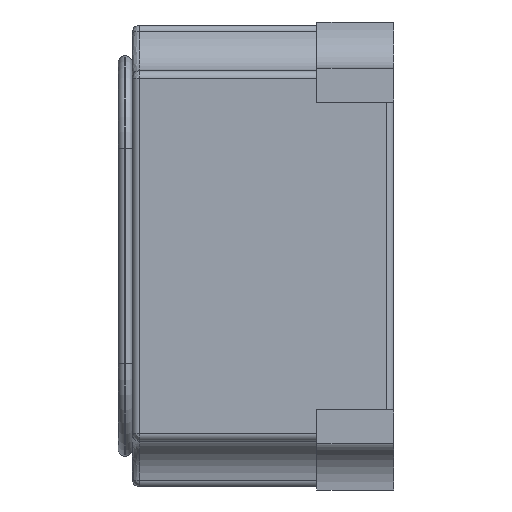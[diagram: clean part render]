
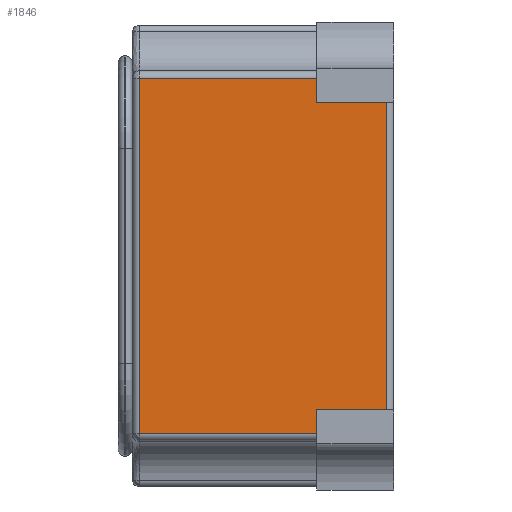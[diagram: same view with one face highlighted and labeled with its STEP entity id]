
A CAD part, left-side view. The second image highlights one B-rep face of the part: STEP entity #1846.
In plain terms, the highlighted planar face has unit normal (-1, 0, 0).
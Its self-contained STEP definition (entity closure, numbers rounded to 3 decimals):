
#127 = CYLINDRICAL_SURFACE('',#128,0.025);
#128 = AXIS2_PLACEMENT_3D('',#129,#130,#131);
#129 = CARTESIAN_POINT('',(-1.575,0.,0.825));
#130 = DIRECTION('',(0.,1.,0.));
#131 = DIRECTION('',(0.,-0.,1.));
#417 = VERTEX_POINT('',#418);
#418 = CARTESIAN_POINT('',(-1.6,-0.577,0.825));
#481 = VERTEX_POINT('',#482);
#482 = CARTESIAN_POINT('',(-1.6,0.577,0.825));
#543 = EDGE_CURVE('',#481,#417,#544,.T.);
#544 = SURFACE_CURVE('',#545,(#549,#556),.PCURVE_S1.);
#545 = LINE('',#546,#547);
#546 = CARTESIAN_POINT('',(-1.6,0.,0.825));
#547 = VECTOR('',#548,1.);
#548 = DIRECTION('',(-0.,-1.,-0.));
#549 = PCURVE('',#127,#550);
#550 = DEFINITIONAL_REPRESENTATION('',(#551),#555);
#551 = LINE('',#552,#553);
#552 = CARTESIAN_POINT('',(4.712,0.));
#553 = VECTOR('',#554,1.);
#554 = DIRECTION('',(0.,-1.));
#555 = ( GEOMETRIC_REPRESENTATION_CONTEXT(2) 
PARAMETRIC_REPRESENTATION_CONTEXT() REPRESENTATION_CONTEXT('2D SPACE',''
  ) );
#556 = PCURVE('',#557,#562);
#557 = PLANE('',#558);
#558 = AXIS2_PLACEMENT_3D('',#559,#560,#561);
#559 = CARTESIAN_POINT('',(-1.6,0.,0.));
#560 = DIRECTION('',(-1.,0.,0.));
#561 = DIRECTION('',(0.,0.,1.));
#562 = DEFINITIONAL_REPRESENTATION('',(#563),#567);
#563 = LINE('',#564,#565);
#564 = CARTESIAN_POINT('',(0.825,0.));
#565 = VECTOR('',#566,1.);
#566 = DIRECTION('',(0.,-1.));
#567 = ( GEOMETRIC_REPRESENTATION_CONTEXT(2) 
PARAMETRIC_REPRESENTATION_CONTEXT() REPRESENTATION_CONTEXT('2D SPACE',''
  ) );
#1833 = CYLINDRICAL_SURFACE('',#1834,0.025);
#1834 = AXIS2_PLACEMENT_3D('',#1835,#1836,#1837);
#1835 = CARTESIAN_POINT('',(-1.575,-0.577,0.));
#1836 = DIRECTION('',(0.,0.,1.));
#1837 = DIRECTION('',(1.,0.,-0.));
#1846 = ADVANCED_FACE('',(#1847),#557,.T.);
#1847 = FACE_BOUND('',#1848,.T.);
#1848 = EDGE_LOOP('',(#1849,#1879,#1907,#1935,#1956,#1957,#1985,#2008));
#1849 = ORIENTED_EDGE('',*,*,#1850,.T.);
#1850 = EDGE_CURVE('',#1851,#1853,#1855,.T.);
#1851 = VERTEX_POINT('',#1852);
#1852 = CARTESIAN_POINT('',(-1.6,0.5,0.025));
#1853 = VERTEX_POINT('',#1854);
#1854 = CARTESIAN_POINT('',(-1.6,-0.5,0.025));
#1855 = SURFACE_CURVE('',#1856,(#1860,#1867),.PCURVE_S1.);
#1856 = LINE('',#1857,#1858);
#1857 = CARTESIAN_POINT('',(-1.6,0.,0.025));
#1858 = VECTOR('',#1859,1.);
#1859 = DIRECTION('',(-0.,-1.,0.));
#1860 = PCURVE('',#557,#1861);
#1861 = DEFINITIONAL_REPRESENTATION('',(#1862),#1866);
#1862 = LINE('',#1863,#1864);
#1863 = CARTESIAN_POINT('',(0.025,0.));
#1864 = VECTOR('',#1865,1.);
#1865 = DIRECTION('',(0.,-1.));
#1866 = ( GEOMETRIC_REPRESENTATION_CONTEXT(2) 
PARAMETRIC_REPRESENTATION_CONTEXT() REPRESENTATION_CONTEXT('2D SPACE',''
  ) );
#1867 = PCURVE('',#1868,#1873);
#1868 = CYLINDRICAL_SURFACE('',#1869,0.025);
#1869 = AXIS2_PLACEMENT_3D('',#1870,#1871,#1872);
#1870 = CARTESIAN_POINT('',(-1.575,0.,0.025));
#1871 = DIRECTION('',(0.,1.,0.));
#1872 = DIRECTION('',(0.,-0.,1.));
#1873 = DEFINITIONAL_REPRESENTATION('',(#1874),#1878);
#1874 = LINE('',#1875,#1876);
#1875 = CARTESIAN_POINT('',(4.712,0.));
#1876 = VECTOR('',#1877,1.);
#1877 = DIRECTION('',(0.,-1.));
#1878 = ( GEOMETRIC_REPRESENTATION_CONTEXT(2) 
PARAMETRIC_REPRESENTATION_CONTEXT() REPRESENTATION_CONTEXT('2D SPACE',''
  ) );
#1879 = ORIENTED_EDGE('',*,*,#1880,.T.);
#1880 = EDGE_CURVE('',#1853,#1881,#1883,.T.);
#1881 = VERTEX_POINT('',#1882);
#1882 = CARTESIAN_POINT('',(-1.6,-0.5,0.25));
#1883 = SURFACE_CURVE('',#1884,(#1888,#1895),.PCURVE_S1.);
#1884 = LINE('',#1885,#1886);
#1885 = CARTESIAN_POINT('',(-1.6,-0.5,0.));
#1886 = VECTOR('',#1887,1.);
#1887 = DIRECTION('',(0.,0.,1.));
#1888 = PCURVE('',#557,#1889);
#1889 = DEFINITIONAL_REPRESENTATION('',(#1890),#1894);
#1890 = LINE('',#1891,#1892);
#1891 = CARTESIAN_POINT('',(0.,-0.5));
#1892 = VECTOR('',#1893,1.);
#1893 = DIRECTION('',(1.,0.));
#1894 = ( GEOMETRIC_REPRESENTATION_CONTEXT(2) 
PARAMETRIC_REPRESENTATION_CONTEXT() REPRESENTATION_CONTEXT('2D SPACE',''
  ) );
#1895 = PCURVE('',#1896,#1901);
#1896 = PLANE('',#1897);
#1897 = AXIS2_PLACEMENT_3D('',#1898,#1899,#1900);
#1898 = CARTESIAN_POINT('',(-1.555,-0.5,0.));
#1899 = DIRECTION('',(0.,1.,0.));
#1900 = DIRECTION('',(-1.,0.,0.));
#1901 = DEFINITIONAL_REPRESENTATION('',(#1902),#1906);
#1902 = LINE('',#1903,#1904);
#1903 = CARTESIAN_POINT('',(0.045,0.));
#1904 = VECTOR('',#1905,1.);
#1905 = DIRECTION('',(0.,1.));
#1906 = ( GEOMETRIC_REPRESENTATION_CONTEXT(2) 
PARAMETRIC_REPRESENTATION_CONTEXT() REPRESENTATION_CONTEXT('2D SPACE',''
  ) );
#1907 = ORIENTED_EDGE('',*,*,#1908,.T.);
#1908 = EDGE_CURVE('',#1881,#1909,#1911,.T.);
#1909 = VERTEX_POINT('',#1910);
#1910 = CARTESIAN_POINT('',(-1.6,-0.577,0.25));
#1911 = SURFACE_CURVE('',#1912,(#1916,#1923),.PCURVE_S1.);
#1912 = LINE('',#1913,#1914);
#1913 = CARTESIAN_POINT('',(-1.6,0.,0.25));
#1914 = VECTOR('',#1915,1.);
#1915 = DIRECTION('',(-0.,-1.,0.));
#1916 = PCURVE('',#557,#1917);
#1917 = DEFINITIONAL_REPRESENTATION('',(#1918),#1922);
#1918 = LINE('',#1919,#1920);
#1919 = CARTESIAN_POINT('',(0.25,0.));
#1920 = VECTOR('',#1921,1.);
#1921 = DIRECTION('',(0.,-1.));
#1922 = ( GEOMETRIC_REPRESENTATION_CONTEXT(2) 
PARAMETRIC_REPRESENTATION_CONTEXT() REPRESENTATION_CONTEXT('2D SPACE',''
  ) );
#1923 = PCURVE('',#1924,#1929);
#1924 = PLANE('',#1925);
#1925 = AXIS2_PLACEMENT_3D('',#1926,#1927,#1928);
#1926 = CARTESIAN_POINT('',(-1.268,0.,0.25));
#1927 = DIRECTION('',(0.,0.,1.));
#1928 = DIRECTION('',(1.,0.,-0.));
#1929 = DEFINITIONAL_REPRESENTATION('',(#1930),#1934);
#1930 = LINE('',#1931,#1932);
#1931 = CARTESIAN_POINT('',(-0.332,0.));
#1932 = VECTOR('',#1933,1.);
#1933 = DIRECTION('',(-0.,-1.));
#1934 = ( GEOMETRIC_REPRESENTATION_CONTEXT(2) 
PARAMETRIC_REPRESENTATION_CONTEXT() REPRESENTATION_CONTEXT('2D SPACE',''
  ) );
#1935 = ORIENTED_EDGE('',*,*,#1936,.T.);
#1936 = EDGE_CURVE('',#1909,#417,#1937,.T.);
#1937 = SURFACE_CURVE('',#1938,(#1942,#1949),.PCURVE_S1.);
#1938 = LINE('',#1939,#1940);
#1939 = CARTESIAN_POINT('',(-1.6,-0.577,0.));
#1940 = VECTOR('',#1941,1.);
#1941 = DIRECTION('',(0.,0.,1.));
#1942 = PCURVE('',#557,#1943);
#1943 = DEFINITIONAL_REPRESENTATION('',(#1944),#1948);
#1944 = LINE('',#1945,#1946);
#1945 = CARTESIAN_POINT('',(0.,-0.577));
#1946 = VECTOR('',#1947,1.);
#1947 = DIRECTION('',(1.,0.));
#1948 = ( GEOMETRIC_REPRESENTATION_CONTEXT(2) 
PARAMETRIC_REPRESENTATION_CONTEXT() REPRESENTATION_CONTEXT('2D SPACE',''
  ) );
#1949 = PCURVE('',#1833,#1950);
#1950 = DEFINITIONAL_REPRESENTATION('',(#1951),#1955);
#1951 = LINE('',#1952,#1953);
#1952 = CARTESIAN_POINT('',(3.142,0.));
#1953 = VECTOR('',#1954,1.);
#1954 = DIRECTION('',(0.,1.));
#1955 = ( GEOMETRIC_REPRESENTATION_CONTEXT(2) 
PARAMETRIC_REPRESENTATION_CONTEXT() REPRESENTATION_CONTEXT('2D SPACE',''
  ) );
#1956 = ORIENTED_EDGE('',*,*,#543,.F.);
#1957 = ORIENTED_EDGE('',*,*,#1958,.T.);
#1958 = EDGE_CURVE('',#481,#1959,#1961,.T.);
#1959 = VERTEX_POINT('',#1960);
#1960 = CARTESIAN_POINT('',(-1.6,0.577,0.25));
#1961 = SURFACE_CURVE('',#1962,(#1966,#1973),.PCURVE_S1.);
#1962 = LINE('',#1963,#1964);
#1963 = CARTESIAN_POINT('',(-1.6,0.577,0.));
#1964 = VECTOR('',#1965,1.);
#1965 = DIRECTION('',(-0.,-0.,-1.));
#1966 = PCURVE('',#557,#1967);
#1967 = DEFINITIONAL_REPRESENTATION('',(#1968),#1972);
#1968 = LINE('',#1969,#1970);
#1969 = CARTESIAN_POINT('',(0.,0.577));
#1970 = VECTOR('',#1971,1.);
#1971 = DIRECTION('',(-1.,0.));
#1972 = ( GEOMETRIC_REPRESENTATION_CONTEXT(2) 
PARAMETRIC_REPRESENTATION_CONTEXT() REPRESENTATION_CONTEXT('2D SPACE',''
  ) );
#1973 = PCURVE('',#1974,#1979);
#1974 = CYLINDRICAL_SURFACE('',#1975,0.025);
#1975 = AXIS2_PLACEMENT_3D('',#1976,#1977,#1978);
#1976 = CARTESIAN_POINT('',(-1.575,0.577,0.));
#1977 = DIRECTION('',(0.,0.,1.));
#1978 = DIRECTION('',(1.,0.,-0.));
#1979 = DEFINITIONAL_REPRESENTATION('',(#1980),#1984);
#1980 = LINE('',#1981,#1982);
#1981 = CARTESIAN_POINT('',(3.142,0.));
#1982 = VECTOR('',#1983,1.);
#1983 = DIRECTION('',(0.,-1.));
#1984 = ( GEOMETRIC_REPRESENTATION_CONTEXT(2) 
PARAMETRIC_REPRESENTATION_CONTEXT() REPRESENTATION_CONTEXT('2D SPACE',''
  ) );
#1985 = ORIENTED_EDGE('',*,*,#1986,.T.);
#1986 = EDGE_CURVE('',#1959,#1987,#1989,.T.);
#1987 = VERTEX_POINT('',#1988);
#1988 = CARTESIAN_POINT('',(-1.6,0.5,0.25));
#1989 = SURFACE_CURVE('',#1990,(#1994,#2001),.PCURVE_S1.);
#1990 = LINE('',#1991,#1992);
#1991 = CARTESIAN_POINT('',(-1.6,0.,0.25));
#1992 = VECTOR('',#1993,1.);
#1993 = DIRECTION('',(-0.,-1.,0.));
#1994 = PCURVE('',#557,#1995);
#1995 = DEFINITIONAL_REPRESENTATION('',(#1996),#2000);
#1996 = LINE('',#1997,#1998);
#1997 = CARTESIAN_POINT('',(0.25,0.));
#1998 = VECTOR('',#1999,1.);
#1999 = DIRECTION('',(0.,-1.));
#2000 = ( GEOMETRIC_REPRESENTATION_CONTEXT(2) 
PARAMETRIC_REPRESENTATION_CONTEXT() REPRESENTATION_CONTEXT('2D SPACE',''
  ) );
#2001 = PCURVE('',#1924,#2002);
#2002 = DEFINITIONAL_REPRESENTATION('',(#2003),#2007);
#2003 = LINE('',#2004,#2005);
#2004 = CARTESIAN_POINT('',(-0.332,0.));
#2005 = VECTOR('',#2006,1.);
#2006 = DIRECTION('',(-0.,-1.));
#2007 = ( GEOMETRIC_REPRESENTATION_CONTEXT(2) 
PARAMETRIC_REPRESENTATION_CONTEXT() REPRESENTATION_CONTEXT('2D SPACE',''
  ) );
#2008 = ORIENTED_EDGE('',*,*,#2009,.T.);
#2009 = EDGE_CURVE('',#1987,#1851,#2010,.T.);
#2010 = SURFACE_CURVE('',#2011,(#2015,#2022),.PCURVE_S1.);
#2011 = LINE('',#2012,#2013);
#2012 = CARTESIAN_POINT('',(-1.6,0.5,0.));
#2013 = VECTOR('',#2014,1.);
#2014 = DIRECTION('',(-0.,-0.,-1.));
#2015 = PCURVE('',#557,#2016);
#2016 = DEFINITIONAL_REPRESENTATION('',(#2017),#2021);
#2017 = LINE('',#2018,#2019);
#2018 = CARTESIAN_POINT('',(0.,0.5));
#2019 = VECTOR('',#2020,1.);
#2020 = DIRECTION('',(-1.,0.));
#2021 = ( GEOMETRIC_REPRESENTATION_CONTEXT(2) 
PARAMETRIC_REPRESENTATION_CONTEXT() REPRESENTATION_CONTEXT('2D SPACE',''
  ) );
#2022 = PCURVE('',#2023,#2028);
#2023 = PLANE('',#2024);
#2024 = AXIS2_PLACEMENT_3D('',#2025,#2026,#2027);
#2025 = CARTESIAN_POINT('',(-1.555,0.5,0.));
#2026 = DIRECTION('',(0.,-1.,0.));
#2027 = DIRECTION('',(1.,0.,0.));
#2028 = DEFINITIONAL_REPRESENTATION('',(#2029),#2033);
#2029 = LINE('',#2030,#2031);
#2030 = CARTESIAN_POINT('',(-0.045,0.));
#2031 = VECTOR('',#2032,1.);
#2032 = DIRECTION('',(0.,-1.));
#2033 = ( GEOMETRIC_REPRESENTATION_CONTEXT(2) 
PARAMETRIC_REPRESENTATION_CONTEXT() REPRESENTATION_CONTEXT('2D SPACE',''
  ) );
